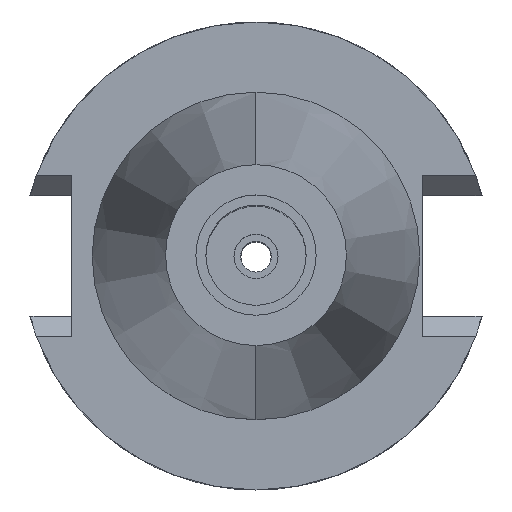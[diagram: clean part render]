
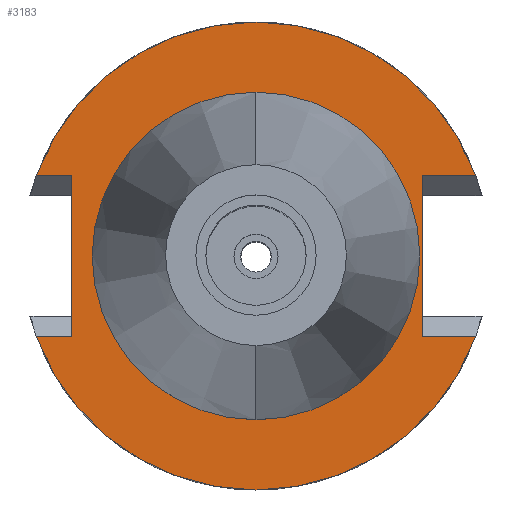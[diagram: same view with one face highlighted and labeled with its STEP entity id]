
A CAD part, top view. The second image highlights one B-rep face of the part: STEP entity #3183.
In plain terms, the highlighted planar face has unit normal (0, 0, 1).
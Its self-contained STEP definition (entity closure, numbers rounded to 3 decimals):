
#10 = VECTOR ( 'NONE', #543, 1000. ) ;
#33 = CARTESIAN_POINT ( 'NONE',  ( 22.57, 10.89, -1. ) ) ;
#35 = DIRECTION ( 'NONE',  ( 0., -1., 0. ) ) ;
#55 = CARTESIAN_POINT ( 'NONE',  ( 22.57, -10.89, -1. ) ) ;
#65 = AXIS2_PLACEMENT_3D ( 'NONE', #1481, #2888, #219 ) ;
#93 = EDGE_CURVE ( 'NONE', #946, #1037, #2554, .T. ) ;
#116 = VECTOR ( 'NONE', #1050, 1000. ) ;
#121 = EDGE_CURVE ( 'NONE', #2630, #946, #2220, .T. ) ;
#169 = AXIS2_PLACEMENT_3D ( 'NONE', #3022, #358, #35 ) ;
#170 = CARTESIAN_POINT ( 'NONE',  ( -29.824, 10.89, -1. ) ) ;
#219 = DIRECTION ( 'NONE',  ( 0., 1., 0. ) ) ;
#263 = EDGE_CURVE ( 'NONE', #777, #1723, #1766, .T. ) ;
#306 = CARTESIAN_POINT ( 'NONE',  ( 29.824, 10.89, -1. ) ) ;
#316 = VERTEX_POINT ( 'NONE', #996 ) ;
#327 = LINE ( 'NONE', #827, #847 ) ;
#358 = DIRECTION ( 'NONE',  ( 0., 0., 1. ) ) ;
#432 = EDGE_CURVE ( 'NONE', #1207, #1833, #1441, .T. ) ;
#529 = CARTESIAN_POINT ( 'NONE',  ( -24.98, 10.89, -1. ) ) ;
#543 = DIRECTION ( 'NONE',  ( -1., 0., 0. ) ) ;
#585 = DIRECTION ( 'NONE',  ( 0., -1., 0. ) ) ;
#670 = LINE ( 'NONE', #1651, #2756 ) ;
#693 = DIRECTION ( 'NONE',  ( 0., 1., 0. ) ) ;
#760 = CARTESIAN_POINT ( 'NONE',  ( -24.98, 10.89, -1. ) ) ;
#777 = VERTEX_POINT ( 'NONE', #3118 ) ;
#827 = CARTESIAN_POINT ( 'NONE',  ( 22.57, 10.89, -1. ) ) ;
#833 = CARTESIAN_POINT ( 'NONE',  ( -24.98, 10.89, -1. ) ) ;
#838 = CARTESIAN_POINT ( 'NONE',  ( 0., 0., -1. ) ) ;
#847 = VECTOR ( 'NONE', #2791, 1000. ) ;
#870 = EDGE_CURVE ( 'NONE', #316, #2570, #2249, .T. ) ;
#894 = ORIENTED_EDGE ( 'NONE', *, *, #93, .F. ) ;
#933 = CARTESIAN_POINT ( 'NONE',  ( 0., 0., -1. ) ) ;
#946 = VERTEX_POINT ( 'NONE', #170 ) ;
#996 = CARTESIAN_POINT ( 'NONE',  ( 0., 22.225, -1. ) ) ;
#1037 = VERTEX_POINT ( 'NONE', #306 ) ;
#1050 = DIRECTION ( 'NONE',  ( -1., 0., 0. ) ) ;
#1068 = AXIS2_PLACEMENT_3D ( 'NONE', #933, #1161, #693 ) ;
#1092 = FACE_OUTER_BOUND ( 'NONE', #3139, .T. ) ;
#1142 = EDGE_CURVE ( 'NONE', #1364, #1037, #327, .T. ) ;
#1161 = DIRECTION ( 'NONE',  ( 0., 0., -1. ) ) ;
#1198 = ORIENTED_EDGE ( 'NONE', *, *, #870, .F. ) ;
#1207 = VERTEX_POINT ( 'NONE', #55 ) ;
#1364 = VERTEX_POINT ( 'NONE', #33 ) ;
#1394 = DIRECTION ( 'NONE',  ( 0., -1., 0. ) ) ;
#1441 = LINE ( 'NONE', #2709, #2189 ) ;
#1481 = CARTESIAN_POINT ( 'NONE',  ( 0., 0., -1. ) ) ;
#1488 = CARTESIAN_POINT ( 'NONE',  ( -24.98, -10.89, -1. ) ) ;
#1489 = EDGE_CURVE ( 'NONE', #2570, #316, #1728, .T. ) ;
#1523 = LINE ( 'NONE', #833, #2654 ) ;
#1558 = EDGE_CURVE ( 'NONE', #1833, #1723, #1678, .T. ) ;
#1575 = AXIS2_PLACEMENT_3D ( 'NONE', #1806, #2783, #585 ) ;
#1651 = CARTESIAN_POINT ( 'NONE',  ( 22.57, 10.89, -1. ) ) ;
#1678 = CIRCLE ( 'NONE', #1575, 31.75 ) ;
#1693 = ORIENTED_EDGE ( 'NONE', *, *, #121, .F. ) ;
#1723 = VERTEX_POINT ( 'NONE', #2356 ) ;
#1728 = CIRCLE ( 'NONE', #169, 22.225 ) ;
#1729 = ORIENTED_EDGE ( 'NONE', *, *, #432, .F. ) ;
#1751 = CARTESIAN_POINT ( 'NONE',  ( 29.824, -10.89, -1. ) ) ;
#1766 = LINE ( 'NONE', #1488, #10 ) ;
#1806 = CARTESIAN_POINT ( 'NONE',  ( 0., 0., -1. ) ) ;
#1822 = PLANE ( 'NONE',  #2254 ) ;
#1833 = VERTEX_POINT ( 'NONE', #1751 ) ;
#1871 = ORIENTED_EDGE ( 'NONE', *, *, #2753, .F. ) ;
#1936 = EDGE_LOOP ( 'NONE', ( #1198, #2056 ) ) ;
#1979 = EDGE_CURVE ( 'NONE', #2630, #777, #1523, .T. ) ;
#2006 = CARTESIAN_POINT ( 'NONE',  ( 0., -22.225, -1. ) ) ;
#2042 = ORIENTED_EDGE ( 'NONE', *, *, #1142, .T. ) ;
#2056 = ORIENTED_EDGE ( 'NONE', *, *, #1489, .F. ) ;
#2062 = FACE_BOUND ( 'NONE', #1936, .T. ) ;
#2161 = ORIENTED_EDGE ( 'NONE', *, *, #1979, .T. ) ;
#2189 = VECTOR ( 'NONE', #3201, 1000. ) ;
#2220 = LINE ( 'NONE', #529, #116 ) ;
#2249 = CIRCLE ( 'NONE', #65, 22.225 ) ;
#2254 = AXIS2_PLACEMENT_3D ( 'NONE', #838, #2802, #1394 ) ;
#2356 = CARTESIAN_POINT ( 'NONE',  ( -29.824, -10.89, -1. ) ) ;
#2554 = CIRCLE ( 'NONE', #1068, 31.75 ) ;
#2570 = VERTEX_POINT ( 'NONE', #2006 ) ;
#2630 = VERTEX_POINT ( 'NONE', #760 ) ;
#2654 = VECTOR ( 'NONE', #2795, 1000. ) ;
#2709 = CARTESIAN_POINT ( 'NONE',  ( 22.57, -10.89, -1. ) ) ;
#2753 = EDGE_CURVE ( 'NONE', #1364, #1207, #670, .T. ) ;
#2756 = VECTOR ( 'NONE', #3082, 1000. ) ;
#2783 = DIRECTION ( 'NONE',  ( 0., 0., -1. ) ) ;
#2791 = DIRECTION ( 'NONE',  ( 1., 0., 0. ) ) ;
#2795 = DIRECTION ( 'NONE',  ( 0., -1., 0. ) ) ;
#2802 = DIRECTION ( 'NONE',  ( 0., 0., -1. ) ) ;
#2888 = DIRECTION ( 'NONE',  ( 0., 0., 1. ) ) ;
#3022 = CARTESIAN_POINT ( 'NONE',  ( 0., 0., -1. ) ) ;
#3059 = ORIENTED_EDGE ( 'NONE', *, *, #263, .T. ) ;
#3082 = DIRECTION ( 'NONE',  ( 0., -1., 0. ) ) ;
#3118 = CARTESIAN_POINT ( 'NONE',  ( -24.98, -10.89, -1. ) ) ;
#3139 = EDGE_LOOP ( 'NONE', ( #2042, #894, #1693, #2161, #3059, #3191, #1729, #1871 ) ) ;
#3183 = ADVANCED_FACE ( 'NONE', ( #1092, #2062 ), #1822, .F. ) ;
#3191 = ORIENTED_EDGE ( 'NONE', *, *, #1558, .F. ) ;
#3201 = DIRECTION ( 'NONE',  ( 1., 0., 0. ) ) ;
